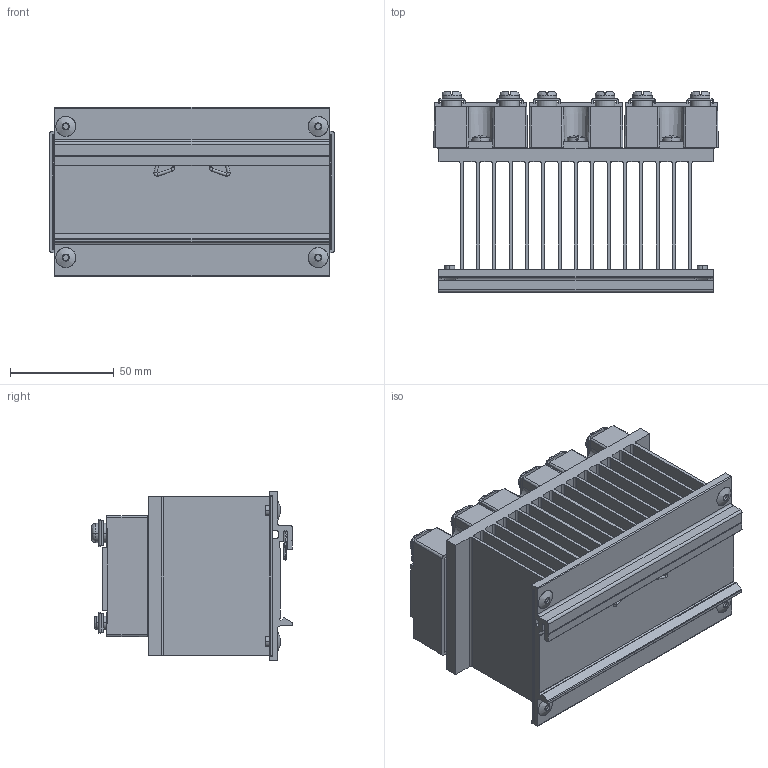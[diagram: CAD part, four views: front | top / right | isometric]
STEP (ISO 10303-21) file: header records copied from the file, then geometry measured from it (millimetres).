
FILE_DESCRIPTION (( 'STEP AP214' ), '1' );
FILE_NAME ('108403.STEP', '2011-07-30T15:17:25', ( 'LALo' ), ( 'Edi Foundation' ), 'SwSTEP 2.0', 'SolidWorks 2011', '' );
FILE_SCHEMA (( 'AUTOMOTIVE_DESIGN' ));
Length unit declared in the file: inch
Products named in the file (1): 108403
Bounding box: 137.19 x 96.68 x 81.8 mm (x, y, z)
Surface area: 244135.5 mm2 (no closed solid volume)
Topology: 0 solids, 1781 shells, 1924 faces, 9545 edges, 9402 vertices
Faces by surface type: plane 1259, cylinder 396, cone 195, bspline 70, torus 4
Entity records: 130124 total; most frequent: CARTESIAN_POINT 45786, DIRECTION 12207, ORIENTED_EDGE 9688, EDGE_CURVE 9545, VERTEX_POINT 9402, VECTOR 5761, LINE 5761, AXIS2_PLACEMENT_3D 3223
